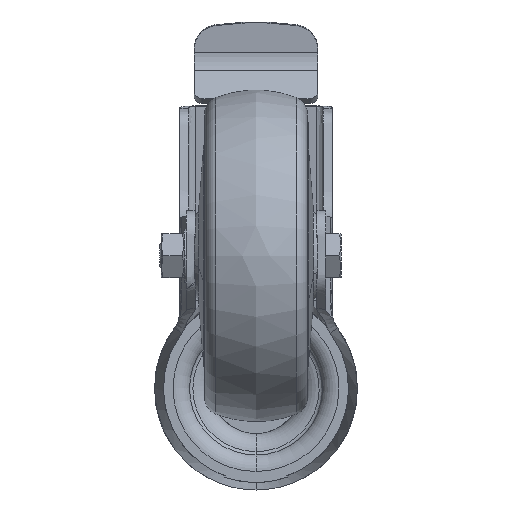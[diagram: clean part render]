
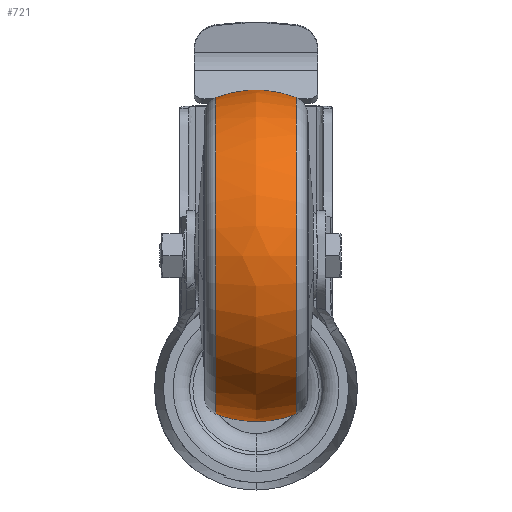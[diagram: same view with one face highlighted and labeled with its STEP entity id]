
A CAD part, front view. The second image highlights one B-rep face of the part: STEP entity #721.
In plain terms, the highlighted free-form (B-spline) face has degree [2, 2] with [3, 9] control points.
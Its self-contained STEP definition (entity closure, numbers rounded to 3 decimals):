
#721=ADVANCED_FACE('',(#2251),#2252,.F.);
#2251=FACE_OUTER_BOUND('',#12161,.T.);
#2252=(B_SPLINE_SURFACE(2,2,((#12163,#12164,#12165,#12166,#12167,#12168,#12169,#12170,#12171),(#12172,#12173,#12174,#12175,#12176,#12177,#12178,#12179,#12180),(#12181,#12182,#12183,#12184,#12185,#12186,#12187,#12188,#12189)),.UNSPECIFIED.,.F.,.T.,.F.)B_SPLINE_SURFACE_WITH_KNOTS((3,3),(3,2,2,2,3),(-0.37,0.37),(-3.142,-1.571,0.0,1.571,3.142),.UNSPECIFIED.)RATIONAL_B_SPLINE_SURFACE(((1.0,0.707,1.0,0.707,1.0,0.707,1.0,0.707,1.0),(0.932,0.659,0.932,0.659,0.932,0.659,0.932,0.659,0.932),(1.0,0.707,1.0,0.707,1.0,0.707,1.0,0.707,1.0)))BOUNDED_SURFACE()REPRESENTATION_ITEM('')GEOMETRIC_REPRESENTATION_ITEM()SURFACE());
#12161=EDGE_LOOP('',(#18604,#18605,#18606,#18607));
#12163=CARTESIAN_POINT('',(-9.048,-59.5,65.805));
#12164=CARTESIAN_POINT('',(-9.048,-95.305,65.805));
#12165=CARTESIAN_POINT('',(-9.048,-95.305,30.0));
#12166=CARTESIAN_POINT('',(-9.048,-95.305,-5.805));
#12167=CARTESIAN_POINT('',(-9.048,-59.5,-5.805));
#12168=CARTESIAN_POINT('',(-9.048,-23.695,-5.805));
#12169=CARTESIAN_POINT('',(-9.048,-23.695,30.0));
#12170=CARTESIAN_POINT('',(-9.048,-23.695,65.805));
#12171=CARTESIAN_POINT('',(-9.048,-59.5,65.805));
#12172=CARTESIAN_POINT('',(0.,-59.5,69.318));
#12173=CARTESIAN_POINT('',(0.,-98.818,69.318));
#12174=CARTESIAN_POINT('',(0.,-98.818,30.0));
#12175=CARTESIAN_POINT('',(0.,-98.818,-9.318));
#12176=CARTESIAN_POINT('',(0.,-59.5,-9.318));
#12177=CARTESIAN_POINT('',(0.,-20.182,-9.318));
#12178=CARTESIAN_POINT('',(0.,-20.182,30.0));
#12179=CARTESIAN_POINT('',(0.,-20.182,69.318));
#12180=CARTESIAN_POINT('',(0.,-59.5,69.318));
#12181=CARTESIAN_POINT('',(9.048,-59.5,65.805));
#12182=CARTESIAN_POINT('',(9.048,-95.305,65.805));
#12183=CARTESIAN_POINT('',(9.048,-95.305,30.0));
#12184=CARTESIAN_POINT('',(9.048,-95.305,-5.805));
#12185=CARTESIAN_POINT('',(9.048,-59.5,-5.805));
#12186=CARTESIAN_POINT('',(9.048,-23.695,-5.805));
#12187=CARTESIAN_POINT('',(9.048,-23.695,30.0));
#12188=CARTESIAN_POINT('',(9.048,-23.695,65.805));
#12189=CARTESIAN_POINT('',(9.048,-59.5,65.805));
#18604=ORIENTED_EDGE('',*,*,#21400,.T.);
#18605=ORIENTED_EDGE('',*,*,#21687,.F.);
#18606=ORIENTED_EDGE('',*,*,#21403,.T.);
#18607=ORIENTED_EDGE('',*,*,#21569,.T.);
#21400=EDGE_CURVE('',#24609,#24610,#24611,.T.);
#21403=EDGE_CURVE('',#24616,#24614,#24617,.T.);
#21569=EDGE_CURVE('',#24614,#24609,#24903,.T.);
#21687=EDGE_CURVE('',#24616,#24610,#25133,.T.);
#24609=VERTEX_POINT('',#47778);
#24610=VERTEX_POINT('',#47779);
#24611=(B_SPLINE_CURVE(2,(#47781,#47782,#47783),.UNSPECIFIED.,.F.,.F.)B_SPLINE_CURVE_WITH_KNOTS((3,3),(-0.37,0.37),.UNSPECIFIED.)RATIONAL_B_SPLINE_CURVE((1.0,0.932,1.0))BOUNDED_CURVE()REPRESENTATION_ITEM('')GEOMETRIC_REPRESENTATION_ITEM()CURVE());
#24614=VERTEX_POINT('',#47792);
#24616=VERTEX_POINT('',#47794);
#24617=CIRCLE('',#47795,25.);
#24903=CIRCLE('',#48383,35.805);
#25133=CIRCLE('',#49012,35.805);
#47778=CARTESIAN_POINT('',(-9.048,-59.5,-5.805));
#47779=CARTESIAN_POINT('',(9.048,-59.5,-5.805));
#47781=CARTESIAN_POINT('',(-9.048,-59.5,-5.805));
#47782=CARTESIAN_POINT('',(0.,-59.5,-9.318));
#47783=CARTESIAN_POINT('',(9.048,-59.5,-5.805));
#47792=CARTESIAN_POINT('',(-9.048,-59.5,65.805));
#47794=CARTESIAN_POINT('',(9.048,-59.5,65.805));
#47795=AXIS2_PLACEMENT_3D('',#52139,#52140,#52141);
#48383=AXIS2_PLACEMENT_3D('',#52453,#52454,#52455);
#49012=AXIS2_PLACEMENT_3D('',#52547,#52548,#52549);
#52139=CARTESIAN_POINT('',(0.,-59.5,42.5));
#52140=DIRECTION('',(0.0,-1.0,0.));
#52141=DIRECTION('',(0.0,0.,1.0));
#52453=CARTESIAN_POINT('',(-9.048,-59.5,30.0));
#52454=DIRECTION('',(1.0,0.0,0.0));
#52455=DIRECTION('',(0.0,0.983,-0.181));
#52547=CARTESIAN_POINT('',(9.048,-59.5,30.0));
#52548=DIRECTION('',(1.0,0.0,0.0));
#52549=DIRECTION('',(0.0,0.983,-0.181));
